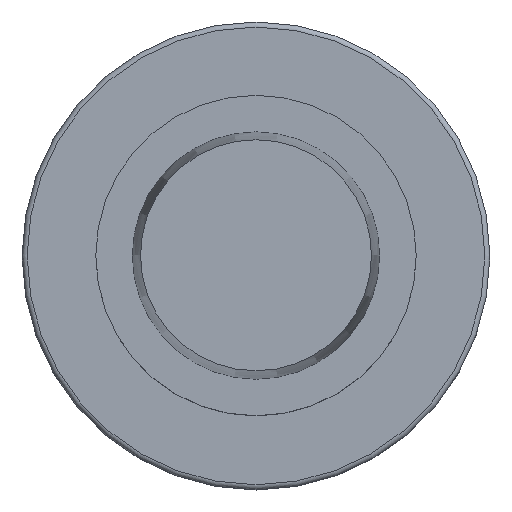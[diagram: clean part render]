
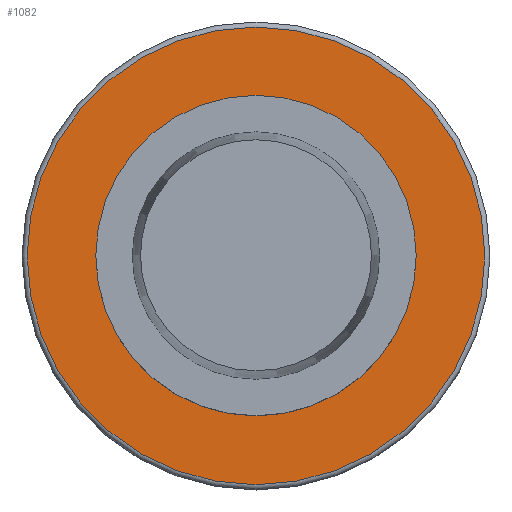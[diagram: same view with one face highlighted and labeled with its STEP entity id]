
A CAD part, top view. The second image highlights one B-rep face of the part: STEP entity #1082.
In plain terms, the highlighted planar face has unit normal (0, 0, 1).
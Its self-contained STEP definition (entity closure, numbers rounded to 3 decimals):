
#875=PLANE('',#3829);
#1082=ADVANCED_FACE('CN_EXP_SU_4',(#1363,#1364),#875,.T.);
#1363=FACE_BOUND('',#1650,.T.);
#1364=FACE_BOUND('',#1651,.T.);
#1650=EDGE_LOOP('',(#2260));
#1651=EDGE_LOOP('',(#2261));
#2260=ORIENTED_EDGE('',*,*,#3190,.T.);
#2261=ORIENTED_EDGE('',*,*,#3191,.F.);
#2827=VERTEX_POINT('',#5697);
#2828=VERTEX_POINT('',#5700);
#3190=EDGE_CURVE('',#2827,#2827,#3484,.T.);
#3191=EDGE_CURVE('',#2828,#2828,#3485,.T.);
#3484=CIRCLE('',#3826,26.133);
#3485=CIRCLE('',#3828,45.);
#3826=AXIS2_PLACEMENT_3D('',#5696,#4590,#4591);
#3828=AXIS2_PLACEMENT_3D('',#5699,#4594,#4595);
#3829=AXIS2_PLACEMENT_3D('',#5701,#4596,#4597);
#4590=DIRECTION('',(0.,0.,-1.));
#4591=DIRECTION('',(-1.,0.,0.));
#4594=DIRECTION('',(0.,0.,-1.));
#4595=DIRECTION('',(-1.,0.,0.));
#4596=DIRECTION('',(0.,0.,1.));
#4597=DIRECTION('',(1.,0.,0.));
#5696=CARTESIAN_POINT('',(0.,0.,-42.25));
#5697=CARTESIAN_POINT('',(-26.133,0.,-42.25));
#5699=CARTESIAN_POINT('',(0.,0.,-42.25));
#5700=CARTESIAN_POINT('',(-45.,0.,-42.25));
#5701=CARTESIAN_POINT('',(-45.,0.,-42.25));
